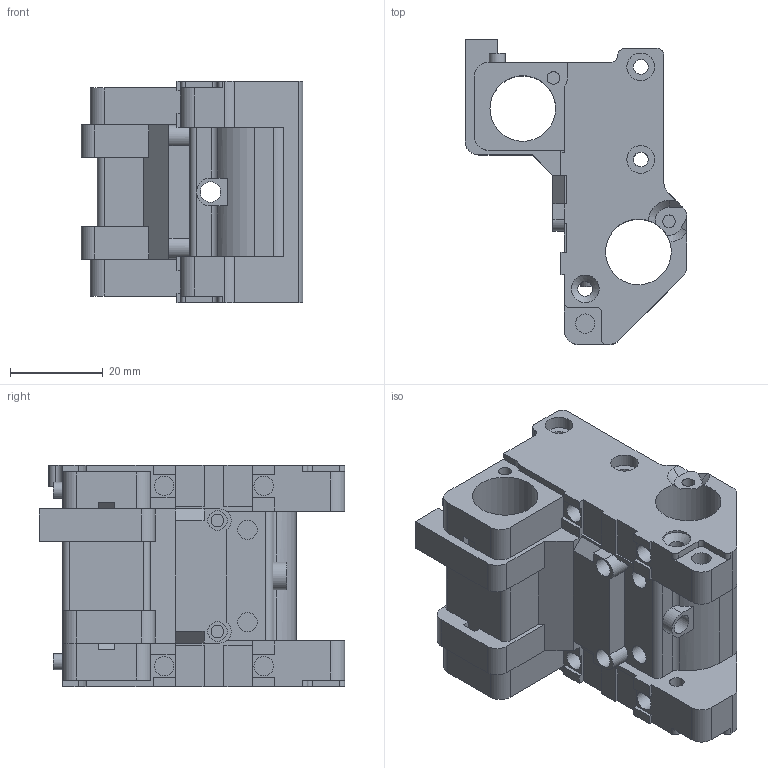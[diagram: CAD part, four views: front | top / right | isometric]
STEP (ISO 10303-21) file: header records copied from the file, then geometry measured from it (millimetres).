
FILE_DESCRIPTION(('FreeCAD Model'),'2;1');
FILE_NAME('Open CASCADE Shape Model','2024-09-25T10:29:58',('Author'),( ''),'Open CASCADE STEP processor 7.6','FreeCAD','Unknown');
FILE_SCHEMA(('AUTOMOTIVE_DESIGN { 1 0 10303 214 1 1 1 1 }'));
Length unit declared in the file: millimetre
Products named in the file (1): Pocket253
Bounding box: 48 x 66 x 48 mm (x, y, z)
Volume: 35038.2 mm3; surface area: 20010.3 mm2
Topology: 1 solids, 1 shells, 225 faces, 604 edges, 397 vertices
Faces by surface type: plane 141, cylinder 74, bspline 8, cone 2
Full cylindrical faces by diameter (mm): 2.75 x6, 3.2 x5, 3.5 x2, 4.2 x11, 4.4 x1, 6 x5, 14.2 x2
Entity records: 7293 total; most frequent: CARTESIAN_POINT 1505, ORIENTED_EDGE 1208, DIRECTION 1179, EDGE_CURVE 604, LINE 417, VECTOR 417, VERTEX_POINT 397, AXIS2_PLACEMENT_3D 381
